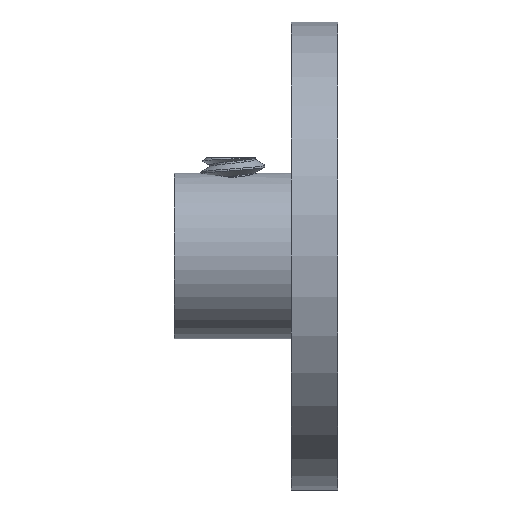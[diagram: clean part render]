
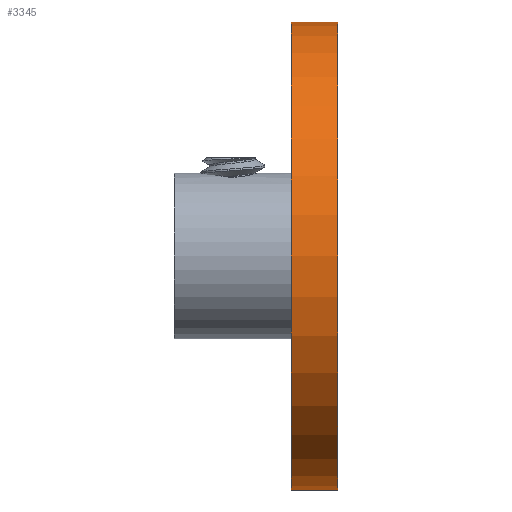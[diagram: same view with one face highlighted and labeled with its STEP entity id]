
A CAD part, left-side view. The second image highlights one B-rep face of the part: STEP entity #3345.
In plain terms, the highlighted cylindrical face has radius 12.696 mm (diameter 25.392 mm), a partial arc.
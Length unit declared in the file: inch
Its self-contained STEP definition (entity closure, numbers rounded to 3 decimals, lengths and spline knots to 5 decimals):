
#22 = CARTESIAN_POINT ( 'NONE',  ( 0., 0.1, 0.49985 ) ) ;
#864 = CARTESIAN_POINT ( 'NONE',  ( 0., 0.1, 0. ) ) ;
#1250 = AXIS2_PLACEMENT_3D ( 'NONE', #11447, #3943, #9259 ) ;
#1854 = CARTESIAN_POINT ( 'NONE',  ( 0., 0.1, -0.49985 ) ) ;
#1888 = FACE_OUTER_BOUND ( 'NONE', #11853, .T. ) ;
#2070 = DIRECTION ( 'NONE',  ( 0., -1., 0. ) ) ;
#3018 = VERTEX_POINT ( 'NONE', #9112 ) ;
#3127 = DIRECTION ( 'NONE',  ( 0., 0., -1. ) ) ;
#3345 = ADVANCED_FACE ( 'NONE', ( #1888 ), #7903, .T. ) ;
#3943 = DIRECTION ( 'NONE',  ( 0., 1., 0. ) ) ;
#4301 = CARTESIAN_POINT ( 'NONE',  ( 0., 0.1, 0. ) ) ;
#4700 = CIRCLE ( 'NONE', #7221, 0.49985 ) ;
#4995 = DIRECTION ( 'NONE',  ( 0., 1., 0. ) ) ;
#5008 = DIRECTION ( 'NONE',  ( 0., -1., 0. ) ) ;
#5020 = LINE ( 'NONE', #1854, #8309 ) ;
#5197 = EDGE_CURVE ( 'NONE', #9865, #9889, #4700, .T. ) ;
#5213 = EDGE_CURVE ( 'NONE', #3018, #11475, #8173, .T. ) ;
#6654 = LINE ( 'NONE', #9233, #11269 ) ;
#7221 = AXIS2_PLACEMENT_3D ( 'NONE', #864, #4995, #11366 ) ;
#7903 = CYLINDRICAL_SURFACE ( 'NONE', #8101, 0.49985 ) ;
#7958 = EDGE_CURVE ( 'NONE', #9865, #3018, #5020, .T. ) ;
#8101 = AXIS2_PLACEMENT_3D ( 'NONE', #4301, #2070, #3127 ) ;
#8173 = CIRCLE ( 'NONE', #1250, 0.49985 ) ;
#8206 = CARTESIAN_POINT ( 'NONE',  ( 0., 0., 0.49985 ) ) ;
#8309 = VECTOR ( 'NONE', #11405, 39.37008 ) ;
#8390 = ORIENTED_EDGE ( 'NONE', *, *, #5197, .F. ) ;
#9112 = CARTESIAN_POINT ( 'NONE',  ( 0., 0., -0.49985 ) ) ;
#9233 = CARTESIAN_POINT ( 'NONE',  ( 0., 0.1, 0.49985 ) ) ;
#9259 = DIRECTION ( 'NONE',  ( 0., 0., 1. ) ) ;
#9865 = VERTEX_POINT ( 'NONE', #11626 ) ;
#9889 = VERTEX_POINT ( 'NONE', #22 ) ;
#10223 = ORIENTED_EDGE ( 'NONE', *, *, #7958, .T. ) ;
#10333 = ORIENTED_EDGE ( 'NONE', *, *, #11293, .F. ) ;
#11269 = VECTOR ( 'NONE', #5008, 39.37008 ) ;
#11293 = EDGE_CURVE ( 'NONE', #9889, #11475, #6654, .T. ) ;
#11366 = DIRECTION ( 'NONE',  ( 0., 0., 1. ) ) ;
#11405 = DIRECTION ( 'NONE',  ( 0., -1., 0. ) ) ;
#11447 = CARTESIAN_POINT ( 'NONE',  ( 0., 0., 0. ) ) ;
#11475 = VERTEX_POINT ( 'NONE', #8206 ) ;
#11626 = CARTESIAN_POINT ( 'NONE',  ( 0., 0.1, -0.49985 ) ) ;
#11853 = EDGE_LOOP ( 'NONE', ( #10333, #8390, #10223, #12297 ) ) ;
#12297 = ORIENTED_EDGE ( 'NONE', *, *, #5213, .T. ) ;
